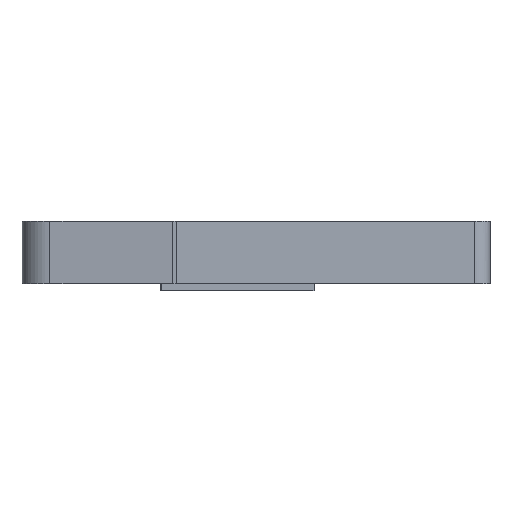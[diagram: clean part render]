
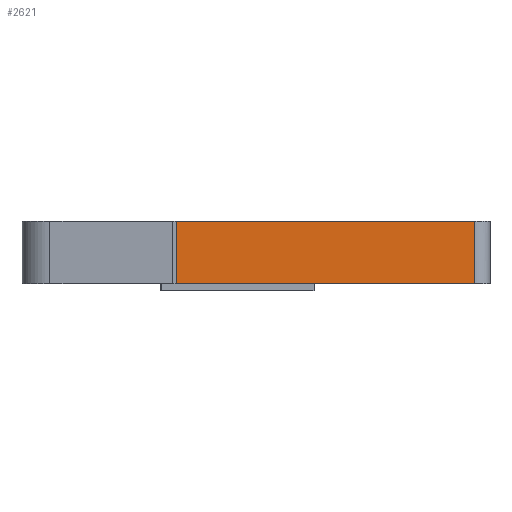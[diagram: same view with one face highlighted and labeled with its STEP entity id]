
A CAD part, front view. The second image highlights one B-rep face of the part: STEP entity #2621.
In plain terms, the highlighted free-form (B-spline) face has degree [1, 1] with [2, 2] control points.
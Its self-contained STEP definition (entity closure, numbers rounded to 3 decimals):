
#419 = VERTEX_POINT('',#420);
#420 = CARTESIAN_POINT('',(102.045,-59.311,-39.611)
  );
#426 = EDGE_CURVE('',#427,#419,#429,.T.);
#427 = VERTEX_POINT('',#428);
#428 = CARTESIAN_POINT('',(-26.478,-59.311,-39.611
    ));
#429 = B_SPLINE_CURVE_WITH_KNOTS('',1,(#430,#431),.UNSPECIFIED.,.F.,.F.,
  (2,2),(0.,121.35),.PIECEWISE_BEZIER_KNOTS.);
#430 = CARTESIAN_POINT('',(-26.478,-59.311,-39.611
    ));
#431 = CARTESIAN_POINT('',(102.045,-59.311,-39.611)
  );
#791 = VERTEX_POINT('',#792);
#792 = CARTESIAN_POINT('',(102.045,-59.311,-12.709)
  );
#798 = EDGE_CURVE('',#791,#419,#799,.T.);
#799 = B_SPLINE_CURVE_WITH_KNOTS('',1,(#800,#801),.UNSPECIFIED.,.F.,.F.,
  (2,2),(-25.4,0.),.PIECEWISE_BEZIER_KNOTS.);
#800 = CARTESIAN_POINT('',(102.045,-59.311,-12.709)
  );
#801 = CARTESIAN_POINT('',(102.045,-59.311,-39.611)
  );
#898 = VERTEX_POINT('',#899);
#899 = CARTESIAN_POINT('',(-26.478,-59.311,-12.709
    ));
#905 = EDGE_CURVE('',#898,#791,#906,.T.);
#906 = B_SPLINE_CURVE_WITH_KNOTS('',1,(#907,#908),.UNSPECIFIED.,.F.,.F.,
  (2,2),(0.,121.35),.PIECEWISE_BEZIER_KNOTS.);
#907 = CARTESIAN_POINT('',(-26.478,-59.311,-12.709
    ));
#908 = CARTESIAN_POINT('',(102.045,-59.311,-12.709)
  );
#2621 = ADVANCED_FACE('',(#2622),#2632,.T.);
#2622 = FACE_BOUND('',#2623,.T.);
#2623 = EDGE_LOOP('',(#2624,#2625,#2626,#2631));
#2624 = ORIENTED_EDGE('',*,*,#798,.F.);
#2625 = ORIENTED_EDGE('',*,*,#905,.F.);
#2626 = ORIENTED_EDGE('',*,*,#2627,.F.);
#2627 = EDGE_CURVE('',#427,#898,#2628,.T.);
#2628 = B_SPLINE_CURVE_WITH_KNOTS('',1,(#2629,#2630),.UNSPECIFIED.,.F.,
  .F.,(2,2),(0.,25.4),.PIECEWISE_BEZIER_KNOTS.);
#2629 = CARTESIAN_POINT('',(-26.478,-59.311,
    -39.611));
#2630 = CARTESIAN_POINT('',(-26.478,-59.311,
    -12.709));
#2631 = ORIENTED_EDGE('',*,*,#426,.T.);
#2632 = B_SPLINE_SURFACE_WITH_KNOTS('',1,1,(
    (#2633,#2634)
    ,(#2635,#2636
    )),.UNSPECIFIED.,.F.,.F.,.F.,(2,2),(2,2),(0.,121.35
    ),(0.,25.4),.PIECEWISE_BEZIER_KNOTS.);
#2633 = CARTESIAN_POINT('',(-26.478,-59.311,
    -39.611));
#2634 = CARTESIAN_POINT('',(-26.478,-59.311,
    -12.709));
#2635 = CARTESIAN_POINT('',(102.045,-59.311,-39.611
    ));
#2636 = CARTESIAN_POINT('',(102.045,-59.311,-12.709
    ));
